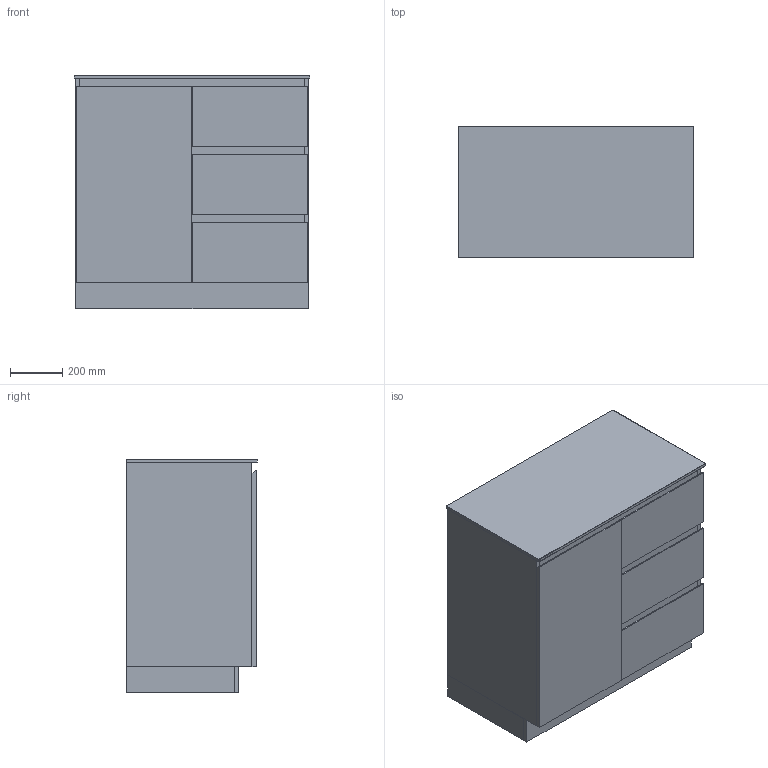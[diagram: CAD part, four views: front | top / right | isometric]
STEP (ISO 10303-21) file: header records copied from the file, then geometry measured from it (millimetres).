
FILE_DESCRIPTION(/* description */ (''),/* implementation_level */ '2;1');
FILE_NAME(/* name */ 'Domaine Conventional (Floor Mount) 900 (12MM)',/* time_stamp */ '2025-07-09T14:47:42+10:00',/* author */ (''),/* organization */ (''),/* preprocessor_version */ 'ST-DEVELOPER v16.5',/* originating_system */ '',/* authorisation */ '');
FILE_SCHEMA (('AUTOMOTIVE_DESIGN'));
Length unit declared in the file: millimetre
Products named in the file (6): Document; Domaine Conventional (Floor Mount) 900 (12MM); Blank Benchtops ALL1; 900 Benchtop (12MM); Domanine Conventional Floor Mount ALL CABINETS2; Domaine Conventional 900 WK
Assembly tree (5 placements, depth 4):
  Document
    Domaine Conventional (Floor Mount) 900 (12MM)
      Blank Benchtops ALL1
        900 Benchtop (12MM)
      Domanine Conventional Floor Mount ALL CABINETS2
        Domaine Conventional 900 WK
Bounding box: 900 x 500 x 892 mm (x, y, z)
Volume: 49626143.3 mm3; surface area: 6786356.3 mm2
Topology: 12 solids, 12 shells, 94 faces, 198 edges, 124 vertices
Faces by surface type: plane 80, cylinder 10, bspline 4
Entity records: 2627 total; most frequent: CARTESIAN_POINT 815, ORIENTED_EDGE 388, EDGE_CURVE 194, B_SPLINE_CURVE_WITH_KNOTS 178, VERTEX_POINT 124, DIRECTION 116, AXIS2_PLACEMENT_3D 103, ADVANCED_FACE 94
